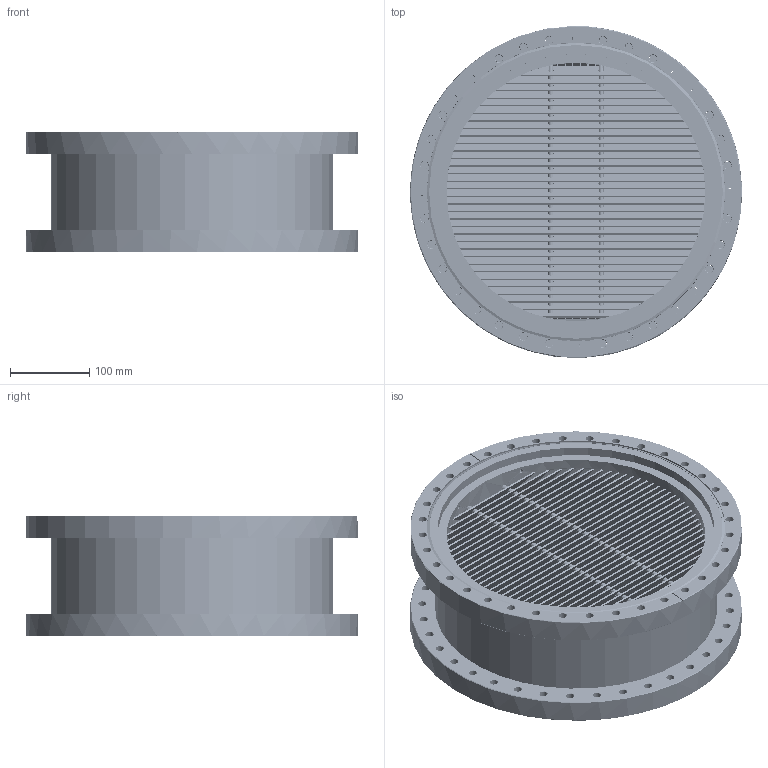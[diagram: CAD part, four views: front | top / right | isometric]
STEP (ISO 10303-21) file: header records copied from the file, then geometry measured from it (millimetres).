
FILE_DESCRIPTION (( 'STEP AP214' ), '1' );
FILE_NAME ('D1500305-v1 (Bolted, Type 1).STEP', '2015-09-23T17:06:17', ( '' ), ( '' ), 'SwSTEP 2.0', 'SolidWorks 2015', '' );
FILE_SCHEMA (( 'AUTOMOTIVE_DESIGN' ));
Length unit declared in the file: inch
Products named in the file (43): Chevron UV Baffle, Blade 14 Ga. 304 SSTL; 97395A475_97395A475; Chevron UV Baffle, Blade Cell (TYPE D); 99117A950_1_99117A950; Chevron UV Baffle, Blade Ring_v2; 94355A535_94355A535; 14 in. OD SSTL Tubing,.13 wall; 110040; 100040; D1500305-v1 (Bolted, Type 1)
Assembly tree (55 placements, depth 3):
  D1500305-v1 (Bolted, Type 1)
    100040
    110040
    14 in. OD SSTL Tubing,.13 wall
    94355A535_94355A535  x8
    Chevron UV Baffle, Blade Cell (TYPE D)  x4
      Chevron UV Baffle, Blade Ring_v2
      Chevron UV Baffle, Blade 14 Ga. 304 SSTL
      99117A950_1_99117A950
      99117A950_1_99117A950
      Chevron UV Baffle, Blade 14 Ga. 304 SSTL
      Chevron UV Baffle, Blade 14 Ga. 304 SSTL
      Chevron UV Baffle, Blade 14 Ga. 304 SSTL
      Chevron UV Baffle, Blade 14 Ga. 304 SSTL
      Chevron UV Baffle, Blade 14 Ga. 304 SSTL
      Chevron UV Baffle, Blade 14 Ga. 304 SSTL
      Chevron UV Baffle, Blade 14 Ga. 304 SSTL
      Chevron UV Baffle, Blade 14 Ga. 304 SSTL
      Chevron UV Baffle, Blade 14 Ga. 304 SSTL
      Chevron UV Baffle, Blade 14 Ga. 304 SSTL
      Chevron UV Baffle, Blade 14 Ga. 304 SSTL
      Chevron UV Baffle, Blade 14 Ga. 304 SSTL
      Chevron UV Baffle, Blade 14 Ga. 304 SSTL
      Chevron UV Baffle, Blade 14 Ga. 304 SSTL
      Chevron UV Baffle, Blade 14 Ga. 304 SSTL
      Chevron UV Baffle, Blade 14 Ga. 304 SSTL
      Chevron UV Baffle, Blade 14 Ga. 304 SSTL
      Chevron UV Baffle, Blade 14 Ga. 304 SSTL
      Chevron UV Baffle, Blade 14 Ga. 304 SSTL
      Chevron UV Baffle, Blade 14 Ga. 304 SSTL
      Chevron UV Baffle, Blade 14 Ga. 304 SSTL
      Chevron UV Baffle, Blade 14 Ga. 304 SSTL
      Chevron UV Baffle, Blade 14 Ga. 304 SSTL
      Chevron UV Baffle, Blade 14 Ga. 304 SSTL
      Chevron UV Baffle, Blade 14 Ga. 304 SSTL
      Chevron UV Baffle, Blade 14 Ga. 304 SSTL
      Chevron UV Baffle, Blade 14 Ga. 304 SSTL
      Chevron UV Baffle, Blade 14 Ga. 304 SSTL
      Chevron UV Baffle, Blade 14 Ga. 304 SSTL
      Chevron UV Baffle, Blade 14 Ga. 304 SSTL
      Chevron UV Baffle, Blade 14 Ga. 304 SSTL
      Chevron UV Baffle, Blade 14 Ga. 304 SSTL
    97395A475_97395A475  x4
Bounding box: 419.1 x 419.1 x 152.27 mm (x, y, z)
Volume: 5495121.2 mm3; surface area: 3139611.9 mm2
Topology: 160 solids, 160 shells, 4540 faces, 12029 edges, 7807 vertices
Faces by surface type: plane 1942, cylinder 1904, cone 558, bspline 64, torus 40, sphere 32
Entity records: 101743 total; most frequent: CARTESIAN_POINT 58224, ORIENTED_EDGE 7574, DIRECTION 6520, EDGE_CURVE 3787, AXIS2_PLACEMENT_3D 2556, VERTEX_POINT 2408, EDGE_LOOP 1785, ADVANCED_FACE 1471
